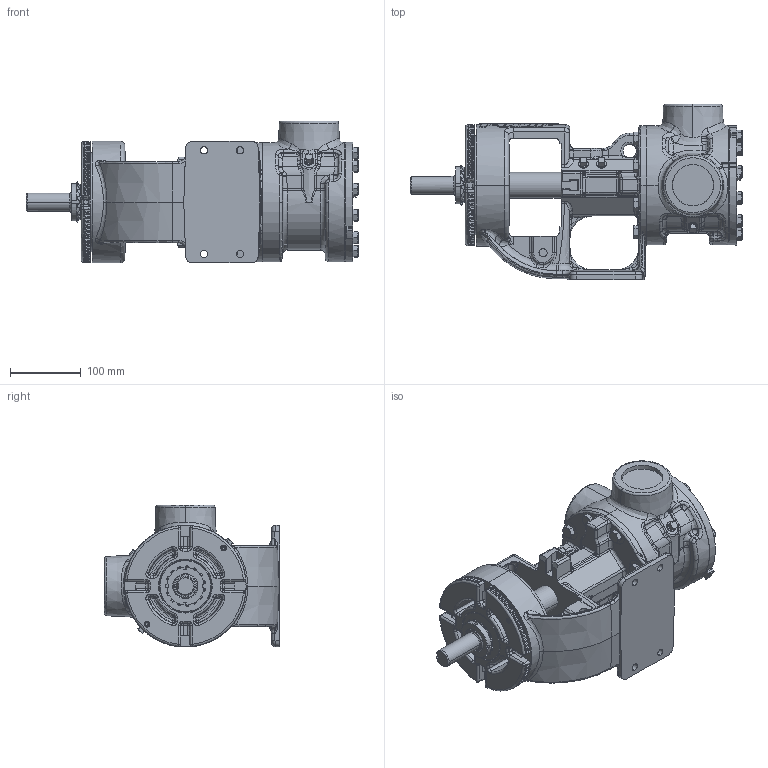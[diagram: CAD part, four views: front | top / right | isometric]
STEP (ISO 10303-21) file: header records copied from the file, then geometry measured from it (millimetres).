
FILE_DESCRIPTION (( 'STEP AP214' ), '1' );
FILE_NAME ('AK124A.STEP', '2016-08-09T17:56:25', ( '' ), ( '' ), 'SwSTEP 2.0', 'SolidWorks 2015', '' );
FILE_SCHEMA (( 'AUTOMOTIVE_DESIGN' ));
Length unit declared in the file: inch
Products named in the file (2): AK124A
Bounding box: 468.33 x 248.03 x 200.03 mm (x, y, z)
Volume: 5864263.4 mm3; surface area: 447861.7 mm2
Topology: 1 solids, 1 shells, 2992 faces, 7514 edges, 4542 vertices
Faces by surface type: plane 908, bspline 748, cone 628, cylinder 480, torus 157, sphere 71
Entity records: 199120 total; most frequent: CARTESIAN_POINT 96329, ORIENTED_EDGE 14880, DIRECTION 11914, EDGE_CURVE 7440, AXIS2_PLACEMENT_3D 4793, VERTEX_POINT 4539, EDGE_LOOP 3103, ADVANCED_FACE 2992
